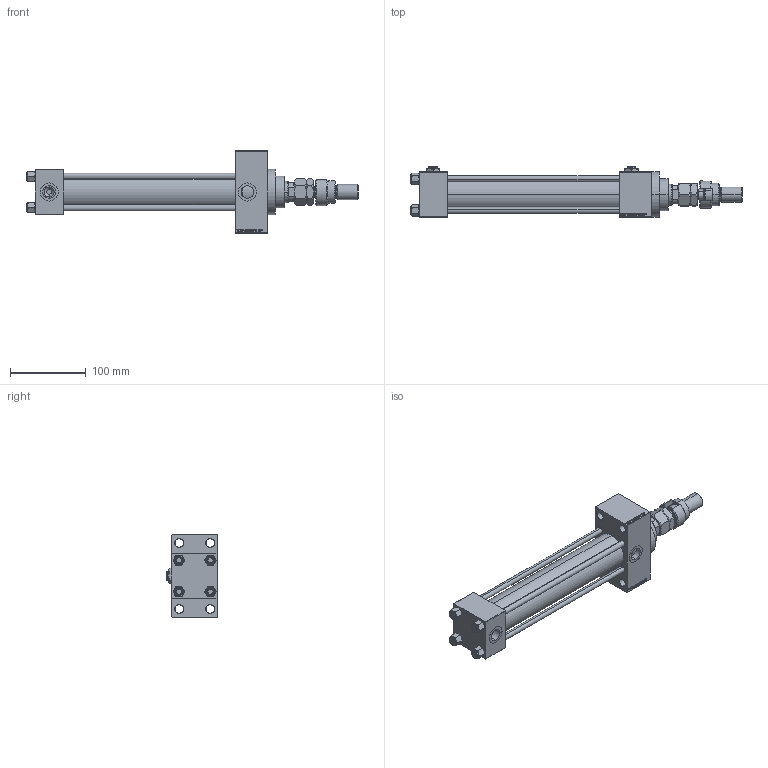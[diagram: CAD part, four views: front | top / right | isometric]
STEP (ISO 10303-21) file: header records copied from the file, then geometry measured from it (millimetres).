
FILE_DESCRIPTION (( 'STEP AP203' ), '1' );
FILE_NAME ('154c.STEP', '2023-09-13T10:44:45', ( '' ), ( '' ), 'SwSTEP 2.0', 'SolidWorks 2019', '' );
FILE_SCHEMA (( 'CONFIG_CONTROL_DESIGN' ));
Length unit declared in the file: millimetre
Products named in the file (10): V215CR_D_Body cf6e0e75499a16892ed04765921f37a2; MFA cf6e0e75499a16892ed04765921f37a2; V215_VC_A cf6e0e75499a16892ed04765921f37a2; V215CR_VCP_D cf6e0e75499a16892ed04765921f37a2; 154c; DFA cf6e0e75499a16892ed04765921f37a2; V215CR_D_TYCINKA cf6e0e75499a16892ed04765921f37a2; Zatka_pro_OIL_PORT cf6e0e75499a16892ed04765921f37a2; FEMALE_PART_FOR_DFA cf6e0e75499a16892ed04765921f37a2; NUT_M5_D cf6e0e75499a16892ed04765921f37a2
Assembly tree (16 placements, depth 3):
  154c
    V215CR_D_Body cf6e0e75499a16892ed04765921f37a2
    V215CR_VCP_D cf6e0e75499a16892ed04765921f37a2
    NUT_M5_D cf6e0e75499a16892ed04765921f37a2  x4
    V215CR_D_TYCINKA cf6e0e75499a16892ed04765921f37a2  x4
    V215_VC_A cf6e0e75499a16892ed04765921f37a2
    DFA cf6e0e75499a16892ed04765921f37a2
      FEMALE_PART_FOR_DFA cf6e0e75499a16892ed04765921f37a2
      MFA cf6e0e75499a16892ed04765921f37a2
    Zatka_pro_OIL_PORT cf6e0e75499a16892ed04765921f37a2  x2
Bounding box: 438 x 67 x 109 mm (x, y, z)
Volume: 787395.9 mm3; surface area: 221233.1 mm2
Topology: 15 solids, 15 shells, 1291 faces, 3170 edges, 2027 vertices
Faces by surface type: plane 574, bspline 368, cone 224, cylinder 113, torus 12
Entity records: 52132 total; most frequent: CARTESIAN_POINT 26431, ORIENTED_EDGE 5640, DIRECTION 3836, EDGE_CURVE 2820, VERTEX_POINT 1825, VECTOR 1612, LINE 1612, EDGE_LOOP 1269
